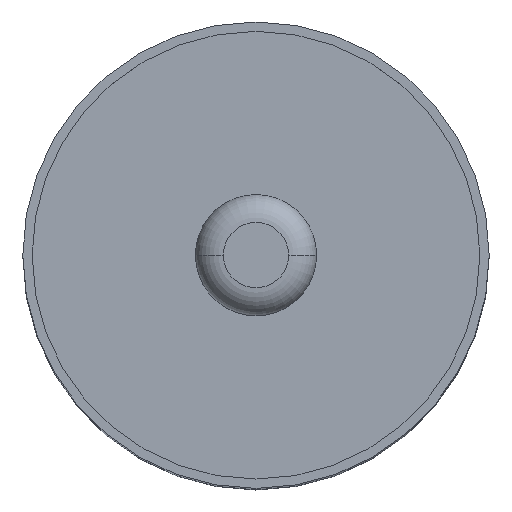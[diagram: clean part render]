
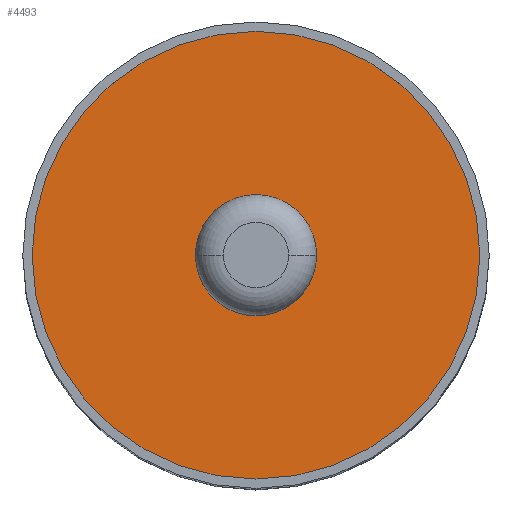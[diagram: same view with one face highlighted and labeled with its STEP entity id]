
A CAD part, top view. The second image highlights one B-rep face of the part: STEP entity #4493.
In plain terms, the highlighted planar face has unit normal (0, 0, 1).
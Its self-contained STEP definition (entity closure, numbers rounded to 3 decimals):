
#282 = CARTESIAN_POINT ( 'NONE',  ( 0., 0., 49.25 ) ) ;
#292 = CIRCLE ( 'NONE', #3275, 3.25 ) ;
#321 = DIRECTION ( 'NONE',  ( 1., 0., 0. ) ) ;
#462 = CIRCLE ( 'NONE', #1195, 12. ) ;
#755 = EDGE_CURVE ( 'NONE', #2173, #3205, #1904, .T. ) ;
#817 = CARTESIAN_POINT ( 'NONE',  ( 12., 0., 49.25 ) ) ;
#1017 = DIRECTION ( 'NONE',  ( 1., 0., 0. ) ) ;
#1195 = AXIS2_PLACEMENT_3D ( 'NONE', #1788, #4443, #2163 ) ;
#1341 = VERTEX_POINT ( 'NONE', #2517 ) ;
#1348 = CARTESIAN_POINT ( 'NONE',  ( -12., 0., 49.25 ) ) ;
#1679 = DIRECTION ( 'NONE',  ( 0., 0., 1. ) ) ;
#1788 = CARTESIAN_POINT ( 'NONE',  ( 0., 0., 49.25 ) ) ;
#1814 = DIRECTION ( 'NONE',  ( 1., 0., 0. ) ) ;
#1904 = CIRCLE ( 'NONE', #3005, 12. ) ;
#2000 = DIRECTION ( 'NONE',  ( 0., 0., 1. ) ) ;
#2163 = DIRECTION ( 'NONE',  ( 1., 0., 0. ) ) ;
#2173 = VERTEX_POINT ( 'NONE', #817 ) ;
#2478 = EDGE_LOOP ( 'NONE', ( #4644, #2496 ) ) ;
#2496 = ORIENTED_EDGE ( 'NONE', *, *, #2667, .F. ) ;
#2517 = CARTESIAN_POINT ( 'NONE',  ( -3.25, 0., 49.25 ) ) ;
#2541 = DIRECTION ( 'NONE',  ( 0., 0., 1. ) ) ;
#2667 = EDGE_CURVE ( 'NONE', #2917, #1341, #292, .T. ) ;
#2917 = VERTEX_POINT ( 'NONE', #3969 ) ;
#2972 = ORIENTED_EDGE ( 'NONE', *, *, #755, .T. ) ;
#3005 = AXIS2_PLACEMENT_3D ( 'NONE', #3262, #2000, #1017 ) ;
#3205 = VERTEX_POINT ( 'NONE', #1348 ) ;
#3242 = EDGE_CURVE ( 'NONE', #1341, #2917, #4494, .T. ) ;
#3262 = CARTESIAN_POINT ( 'NONE',  ( 0., 0., 49.25 ) ) ;
#3275 = AXIS2_PLACEMENT_3D ( 'NONE', #3909, #3869, #3940 ) ;
#3282 = CARTESIAN_POINT ( 'NONE',  ( 0., 0., 49.25 ) ) ;
#3744 = AXIS2_PLACEMENT_3D ( 'NONE', #282, #1679, #1814 ) ;
#3869 = DIRECTION ( 'NONE',  ( 0., 0., 1. ) ) ;
#3909 = CARTESIAN_POINT ( 'NONE',  ( 0., 0., 49.25 ) ) ;
#3940 = DIRECTION ( 'NONE',  ( 1., 0., 0. ) ) ;
#3962 = AXIS2_PLACEMENT_3D ( 'NONE', #3282, #2541, #321 ) ;
#3969 = CARTESIAN_POINT ( 'NONE',  ( 3.25, 0., 49.25 ) ) ;
#4219 = ORIENTED_EDGE ( 'NONE', *, *, #4476, .T. ) ;
#4443 = DIRECTION ( 'NONE',  ( 0., 0., 1. ) ) ;
#4461 = PLANE ( 'NONE',  #3962 ) ;
#4476 = EDGE_CURVE ( 'NONE', #3205, #2173, #462, .T. ) ;
#4493 = ADVANCED_FACE ( 'NONE', ( #4725, #4657 ), #4461, .T. ) ;
#4494 = CIRCLE ( 'NONE', #3744, 3.25 ) ;
#4573 = EDGE_LOOP ( 'NONE', ( #2972, #4219 ) ) ;
#4644 = ORIENTED_EDGE ( 'NONE', *, *, #3242, .F. ) ;
#4657 = FACE_OUTER_BOUND ( 'NONE', #4573, .T. ) ;
#4725 = FACE_BOUND ( 'NONE', #2478, .T. ) ;
